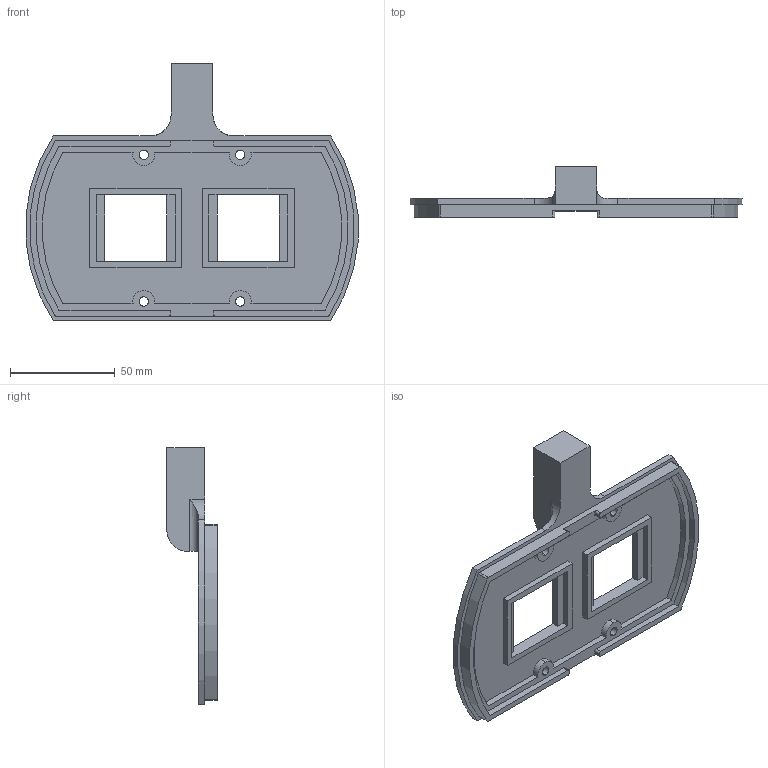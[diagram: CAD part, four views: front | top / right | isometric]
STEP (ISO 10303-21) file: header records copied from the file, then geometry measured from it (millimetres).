
FILE_DESCRIPTION (( 'STEP AP214' ), '1' );
FILE_NAME ('a1_t42_webcam_mount_base_wide.STEP', '2024-04-25T20:14:39', ( '' ), ( '' ), 'SwSTEP 2.0', 'SolidWorks 2020', '' );
FILE_SCHEMA (( 'AUTOMOTIVE_DESIGN' ));
Length unit declared in the file: millimetre
Products named in the file (1): a1_t42_webcam_mount_base_wide
Bounding box: 158.44 x 24 x 122.53 mm (x, y, z)
Volume: 55575.6 mm3; surface area: 36995.8 mm2
Topology: 1 solids, 1 shells, 115 faces, 316 edges, 208 vertices
Faces by surface type: plane 65, cylinder 42, cone 8
Entity records: 3738 total; most frequent: CARTESIAN_POINT 668, DIRECTION 636, ORIENTED_EDGE 632, EDGE_CURVE 316, VECTOR 224, LINE 224, VERTEX_POINT 208, AXIS2_PLACEMENT_3D 206
